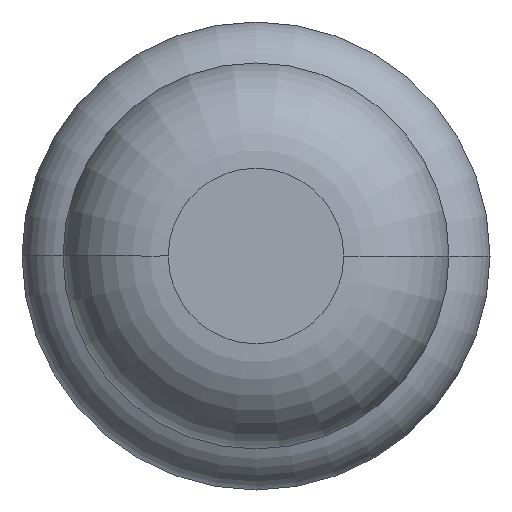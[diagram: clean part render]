
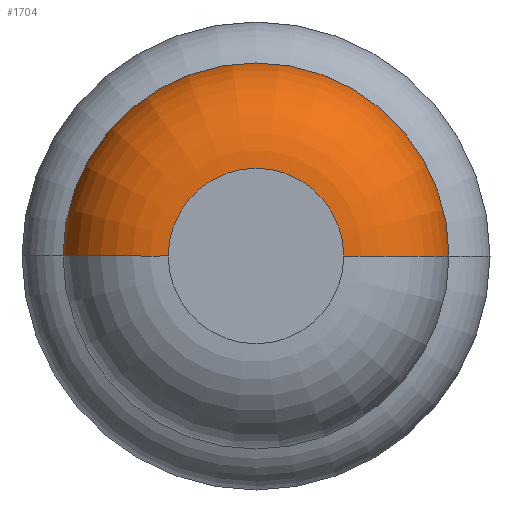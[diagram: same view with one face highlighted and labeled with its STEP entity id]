
A CAD part, front view. The second image highlights one B-rep face of the part: STEP entity #1704.
In plain terms, the highlighted toroidal (fillet/blend) face has major radius 0.375 mm and minor radius 0.45 mm.
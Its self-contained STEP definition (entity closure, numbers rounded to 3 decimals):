
#114 = CARTESIAN_POINT ( 'NONE',  ( 0., -31.55, 0. ) ) ;
#303 = DIRECTION ( 'NONE',  ( 0., 0., 1. ) ) ;
#334 = CIRCLE ( 'NONE', #342, 0.45 ) ;
#337 = CARTESIAN_POINT ( 'NONE',  ( -0.825, -31.55, 0. ) ) ;
#342 = AXIS2_PLACEMENT_3D ( 'NONE', #3017, #1826, #3758 ) ;
#375 = CARTESIAN_POINT ( 'NONE',  ( -0.375, -32., 0. ) ) ;
#748 = AXIS2_PLACEMENT_3D ( 'NONE', #114, #3283, #4480 ) ;
#816 = AXIS2_PLACEMENT_3D ( 'NONE', #3878, #303, #1502 ) ;
#916 = CIRCLE ( 'NONE', #1240, 0.825 ) ;
#1038 = CARTESIAN_POINT ( 'NONE',  ( 0., -32., 0. ) ) ;
#1180 = DIRECTION ( 'NONE',  ( 1., 0., 0. ) ) ;
#1240 = AXIS2_PLACEMENT_3D ( 'NONE', #4762, #4312, #1180 ) ;
#1402 = EDGE_LOOP ( 'NONE', ( #4834, #1964, #4544, #2011 ) ) ;
#1502 = DIRECTION ( 'NONE',  ( 1., 0., 0. ) ) ;
#1704 = ADVANCED_FACE ( 'Defeature ausgef�hrt1_8', ( #2871 ), #1766, .T. ) ;
#1766 = TOROIDAL_SURFACE ( 'NONE', #748, 0.375, 0.45 ) ;
#1801 = EDGE_CURVE ( 'NONE', #4223, #2745, #334, .T. ) ;
#1826 = DIRECTION ( 'NONE',  ( 0., 0., -1. ) ) ;
#1964 = ORIENTED_EDGE ( 'NONE', *, *, #4140, .T. ) ;
#2011 = ORIENTED_EDGE ( 'NONE', *, *, #1801, .F. ) ;
#2201 = VERTEX_POINT ( 'NONE', #337 ) ;
#2264 = DIRECTION ( 'NONE',  ( 1., 0., 0. ) ) ;
#2293 = VERTEX_POINT ( 'NONE', #375 ) ;
#2403 = CARTESIAN_POINT ( 'NONE',  ( 0.375, -32., 0. ) ) ;
#2409 = CARTESIAN_POINT ( 'NONE',  ( 0.825, -31.55, 0. ) ) ;
#2745 = VERTEX_POINT ( 'NONE', #2403 ) ;
#2871 = FACE_OUTER_BOUND ( 'NONE', #1402, .T. ) ;
#2992 = EDGE_CURVE ( 'Defeature ausgef�hrt1_7+Defeature ausgef�hrt1_8+Defeature ausgef�hrt1_8+Defeature ausgef�hrt1_8', #2745, #2293, #4620, .T. ) ;
#3017 = CARTESIAN_POINT ( 'NONE',  ( 0.375, -31.55, 0. ) ) ;
#3283 = DIRECTION ( 'NONE',  ( 0., -1., 0. ) ) ;
#3758 = DIRECTION ( 'NONE',  ( -1., 0., 0. ) ) ;
#3878 = CARTESIAN_POINT ( 'NONE',  ( -0.375, -31.55, 0. ) ) ;
#4140 = EDGE_CURVE ( 'NONE', #2201, #2293, #5121, .T. ) ;
#4223 = VERTEX_POINT ( 'NONE', #2409 ) ;
#4312 = DIRECTION ( 'NONE',  ( 0., -1., 0. ) ) ;
#4480 = DIRECTION ( 'NONE',  ( 1., 0., 0. ) ) ;
#4544 = ORIENTED_EDGE ( 'NONE', *, *, #2992, .F. ) ;
#4620 = CIRCLE ( 'NONE', #4981, 0.375 ) ;
#4762 = CARTESIAN_POINT ( 'NONE',  ( 0., -31.55, 0. ) ) ;
#4797 = EDGE_CURVE ( 'Defeature ausgef�hrt1_8+Defeature ausgef�hrt1_9+Defeature ausgef�hrt1_9+Defeature ausgef�hrt1_9', #4223, #2201, #916, .T. ) ;
#4834 = ORIENTED_EDGE ( 'NONE', *, *, #4797, .T. ) ;
#4981 = AXIS2_PLACEMENT_3D ( 'NONE', #1038, #5039, #2264 ) ;
#5039 = DIRECTION ( 'NONE',  ( 0., -1., 0. ) ) ;
#5121 = CIRCLE ( 'NONE', #816, 0.45 ) ;
